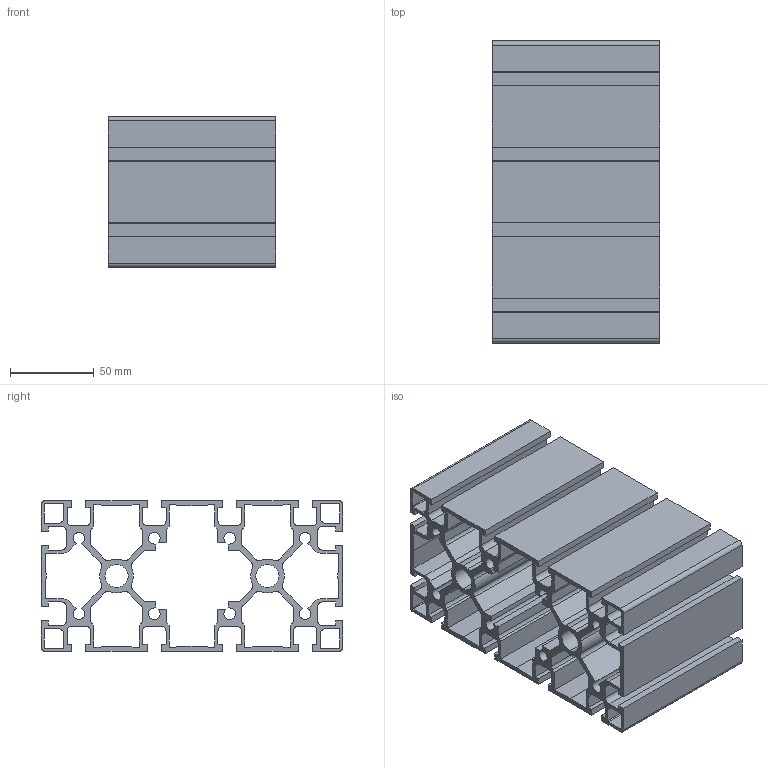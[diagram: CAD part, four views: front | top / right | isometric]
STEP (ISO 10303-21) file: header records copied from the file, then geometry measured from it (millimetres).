
FILE_DESCRIPTION (( 'STEP AP214' ), '1' );
FILE_NAME ('084.101.026.STEP', '2020-07-23T07:20:09', ( '' ), ( '' ), 'SwSTEP 2.0', 'SolidWorks 2018', '' );
FILE_SCHEMA (( 'AUTOMOTIVE_DESIGN' ));
Length unit declared in the file: millimetre
Products named in the file (1): 084.101.026
Bounding box: 100 x 180 x 90 mm (x, y, z)
Volume: 369431 mm3; surface area: 247164.9 mm2
Topology: 1 solids, 1 shells, 334 faces, 996 edges, 664 vertices
Faces by surface type: plane 214, cylinder 120
Entity records: 11306 total; most frequent: CARTESIAN_POINT 1995, ORIENTED_EDGE 1992, DIRECTION 1906, EDGE_CURVE 996, LINE 756, VECTOR 756, VERTEX_POINT 664, AXIS2_PLACEMENT_3D 575
